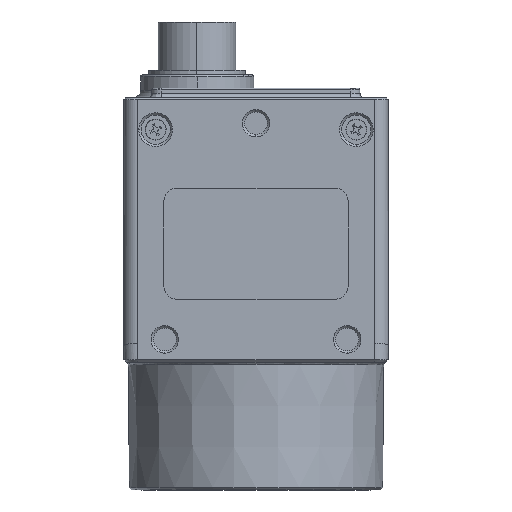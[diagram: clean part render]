
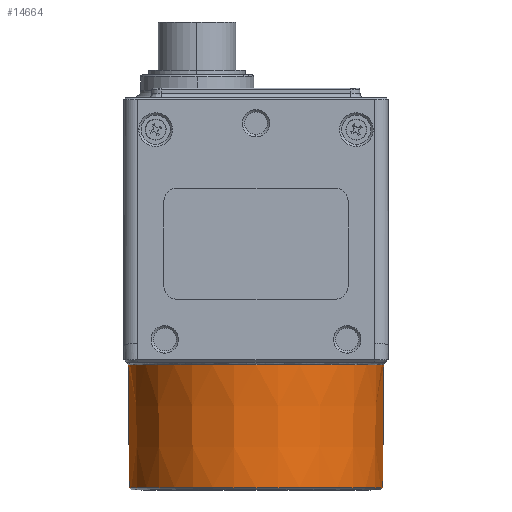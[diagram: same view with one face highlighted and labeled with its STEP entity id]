
A CAD part, front view. The second image highlights one B-rep face of the part: STEP entity #14664.
In plain terms, the highlighted conical face has half-angle 0.5 degrees and reference radius 13.997 mm.
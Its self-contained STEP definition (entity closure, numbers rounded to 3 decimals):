
#3388 = VECTOR ( 'NONE', #60635, 1000. ) ;
#3762 = VERTEX_POINT ( 'NONE', #16036 ) ;
#5276 = CONICAL_SURFACE ( 'NONE', #50586, 13.997, 0.009 ) ;
#7586 = CARTESIAN_POINT ( 'NONE',  ( 0., 0., 13.703 ) ) ;
#8283 = AXIS2_PLACEMENT_3D ( 'NONE', #7586, #45971, #13131 ) ;
#10482 = ORIENTED_EDGE ( 'NONE', *, *, #44161, .T. ) ;
#13131 = DIRECTION ( 'NONE',  ( 1., 0., 0. ) ) ;
#14664 = ADVANCED_FACE ( 'NONE', ( #63639 ), #5276, .T. ) ;
#15210 = DIRECTION ( 'NONE',  ( 1., 0., 0. ) ) ;
#16036 = CARTESIAN_POINT ( 'NONE',  ( 13.88, 0., 0.25 ) ) ;
#16261 = LINE ( 'NONE', #27828, #3388 ) ;
#16621 = CARTESIAN_POINT ( 'NONE',  ( 0., 0., 0.25 ) ) ;
#21346 = VECTOR ( 'NONE', #51882, 1000. ) ;
#22132 = DIRECTION ( 'NONE',  ( 1., 0., 0. ) ) ;
#22864 = EDGE_CURVE ( 'NONE', #60553, #3762, #31362, .T. ) ;
#22912 = ORIENTED_EDGE ( 'NONE', *, *, #26932, .T. ) ;
#24527 = CARTESIAN_POINT ( 'NONE',  ( -13.997, 0., 13.703 ) ) ;
#26932 = EDGE_CURVE ( 'NONE', #3762, #65629, #16261, .T. ) ;
#27828 = CARTESIAN_POINT ( 'NONE',  ( 13.997, 0., 13.703 ) ) ;
#28436 = EDGE_CURVE ( 'NONE', #60553, #60045, #52314, .T. ) ;
#31362 = CIRCLE ( 'NONE', #32122, 13.88 ) ;
#32122 = AXIS2_PLACEMENT_3D ( 'NONE', #16621, #55026, #22132 ) ;
#33097 = CARTESIAN_POINT ( 'NONE',  ( -13.997, 0., 13.703 ) ) ;
#34895 = ORIENTED_EDGE ( 'NONE', *, *, #22864, .T. ) ;
#41861 = CARTESIAN_POINT ( 'NONE',  ( 0., 0., 13.703 ) ) ;
#44161 = EDGE_CURVE ( 'NONE', #65629, #60045, #66193, .T. ) ;
#45713 = CARTESIAN_POINT ( 'NONE',  ( -13.88, 0., 0.25 ) ) ;
#45971 = DIRECTION ( 'NONE',  ( 0., 0., -1. ) ) ;
#47506 = CARTESIAN_POINT ( 'NONE',  ( 13.997, 0., 13.703 ) ) ;
#50586 = AXIS2_PLACEMENT_3D ( 'NONE', #41861, #63647, #15210 ) ;
#51882 = DIRECTION ( 'NONE',  ( -0.009, 0., 1. ) ) ;
#52314 = LINE ( 'NONE', #24527, #21346 ) ;
#55026 = DIRECTION ( 'NONE',  ( 0., 0., 1. ) ) ;
#60045 = VERTEX_POINT ( 'NONE', #33097 ) ;
#60553 = VERTEX_POINT ( 'NONE', #45713 ) ;
#60635 = DIRECTION ( 'NONE',  ( 0.009, 0., 1. ) ) ;
#61551 = ORIENTED_EDGE ( 'NONE', *, *, #28436, .F. ) ;
#63639 = FACE_OUTER_BOUND ( 'NONE', #68697, .T. ) ;
#63647 = DIRECTION ( 'NONE',  ( 0., 0., 1. ) ) ;
#65629 = VERTEX_POINT ( 'NONE', #47506 ) ;
#66193 = CIRCLE ( 'NONE', #8283, 13.997 ) ;
#68697 = EDGE_LOOP ( 'NONE', ( #61551, #34895, #22912, #10482 ) ) ;
